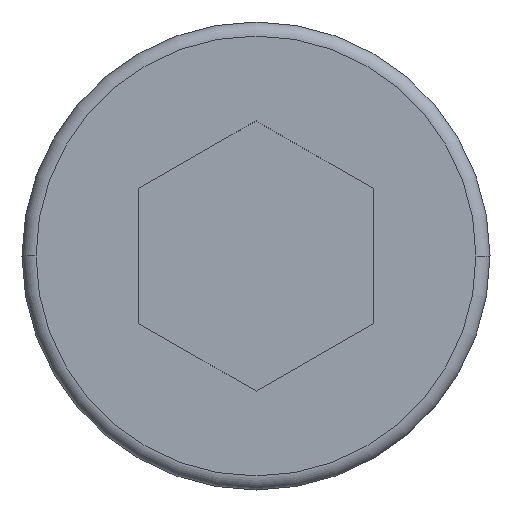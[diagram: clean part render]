
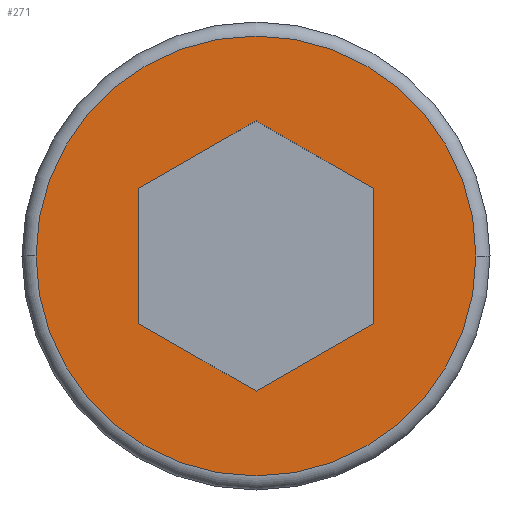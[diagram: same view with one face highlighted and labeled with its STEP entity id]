
A CAD part, left-side view. The second image highlights one B-rep face of the part: STEP entity #271.
In plain terms, the highlighted planar face has unit normal (-1, 0, 0).
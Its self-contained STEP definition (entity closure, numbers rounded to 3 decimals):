
#3 = VECTOR ( 'NONE', #102, 1000. ) ;
#14 = LINE ( 'NONE', #413, #418 ) ;
#28 = VERTEX_POINT ( 'NONE', #124 ) ;
#31 = ORIENTED_EDGE ( 'NONE', *, *, #458, .F. ) ;
#38 = DIRECTION ( 'NONE',  ( 0., 0.866, -0.5 ) ) ;
#47 = CARTESIAN_POINT ( 'NONE',  ( 0., 0., 0. ) ) ;
#48 = VECTOR ( 'NONE', #353, 1000. ) ;
#54 = DIRECTION ( 'NONE',  ( 0., -0.866, 0.5 ) ) ;
#67 = LINE ( 'NONE', #360, #48 ) ;
#72 = ORIENTED_EDGE ( 'NONE', *, *, #516, .F. ) ;
#79 = VECTOR ( 'NONE', #54, 1000. ) ;
#93 = CARTESIAN_POINT ( 'NONE',  ( 0., 2.5, -1.443 ) ) ;
#95 = VERTEX_POINT ( 'NONE', #379 ) ;
#102 = DIRECTION ( 'NONE',  ( 0., 0., 1. ) ) ;
#103 = ORIENTED_EDGE ( 'NONE', *, *, #289, .T. ) ;
#110 = ORIENTED_EDGE ( 'NONE', *, *, #447, .F. ) ;
#124 = CARTESIAN_POINT ( 'NONE',  ( 0., 2.5, -1.443 ) ) ;
#137 = EDGE_CURVE ( 'NONE', #28, #207, #611, .T. ) ;
#141 = AXIS2_PLACEMENT_3D ( 'NONE', #47, #204, #162 ) ;
#147 = DIRECTION ( 'NONE',  ( 0., -1., 0. ) ) ;
#152 = LINE ( 'NONE', #532, #3 ) ;
#162 = DIRECTION ( 'NONE',  ( 0., -1., 0. ) ) ;
#168 = LINE ( 'NONE', #268, #79 ) ;
#170 = CIRCLE ( 'NONE', #141, 4.7 ) ;
#196 = DIRECTION ( 'NONE',  ( 0., -1., 0. ) ) ;
#204 = DIRECTION ( 'NONE',  ( -1., 0., 0. ) ) ;
#207 = VERTEX_POINT ( 'NONE', #332 ) ;
#218 = DIRECTION ( 'NONE',  ( 0., 0.866, 0.5 ) ) ;
#223 = ORIENTED_EDGE ( 'NONE', *, *, #598, .F. ) ;
#234 = EDGE_CURVE ( 'NONE', #449, #604, #474, .T. ) ;
#268 = CARTESIAN_POINT ( 'NONE',  ( 0., 0., -2.887 ) ) ;
#269 = EDGE_LOOP ( 'NONE', ( #72, #308, #31, #110, #223, #580 ) ) ;
#271 = ADVANCED_FACE ( 'NONE', ( #292, #406 ), #437, .T. ) ;
#280 = AXIS2_PLACEMENT_3D ( 'NONE', #390, #483, #196 ) ;
#286 = AXIS2_PLACEMENT_3D ( 'NONE', #354, #482, #147 ) ;
#289 = EDGE_CURVE ( 'NONE', #596, #95, #170, .T. ) ;
#292 = FACE_OUTER_BOUND ( 'NONE', #459, .T. ) ;
#308 = ORIENTED_EDGE ( 'NONE', *, *, #234, .F. ) ;
#332 = CARTESIAN_POINT ( 'NONE',  ( 0., 0., -2.887 ) ) ;
#353 = DIRECTION ( 'NONE',  ( 0., 0., -1. ) ) ;
#354 = CARTESIAN_POINT ( 'NONE',  ( 0., 0., 0. ) ) ;
#360 = CARTESIAN_POINT ( 'NONE',  ( 0., 2.5, 1.443 ) ) ;
#368 = CARTESIAN_POINT ( 'NONE',  ( 0., 0., 2.887 ) ) ;
#379 = CARTESIAN_POINT ( 'NONE',  ( 0., -4.7, 0. ) ) ;
#383 = EDGE_CURVE ( 'NONE', #95, #596, #518, .T. ) ;
#390 = CARTESIAN_POINT ( 'NONE',  ( 0., 0., 0. ) ) ;
#406 = FACE_BOUND ( 'NONE', #269, .T. ) ;
#413 = CARTESIAN_POINT ( 'NONE',  ( 0., -2.5, 1.443 ) ) ;
#418 = VECTOR ( 'NONE', #218, 1000. ) ;
#426 = DIRECTION ( 'NONE',  ( 0., -0.866, -0.5 ) ) ;
#437 = PLANE ( 'NONE',  #286 ) ;
#446 = CARTESIAN_POINT ( 'NONE',  ( 0., 2.5, 1.443 ) ) ;
#447 = EDGE_CURVE ( 'NONE', #485, #473, #152, .T. ) ;
#449 = VERTEX_POINT ( 'NONE', #368 ) ;
#452 = ORIENTED_EDGE ( 'NONE', *, *, #383, .T. ) ;
#455 = VECTOR ( 'NONE', #426, 1000. ) ;
#458 = EDGE_CURVE ( 'NONE', #473, #449, #14, .T. ) ;
#459 = EDGE_LOOP ( 'NONE', ( #452, #103 ) ) ;
#463 = CARTESIAN_POINT ( 'NONE',  ( 0., -2.5, 1.443 ) ) ;
#469 = VECTOR ( 'NONE', #38, 1000. ) ;
#473 = VERTEX_POINT ( 'NONE', #463 ) ;
#474 = LINE ( 'NONE', #568, #469 ) ;
#482 = DIRECTION ( 'NONE',  ( -1., 0., 0. ) ) ;
#483 = DIRECTION ( 'NONE',  ( -1., 0., 0. ) ) ;
#485 = VERTEX_POINT ( 'NONE', #546 ) ;
#490 = CARTESIAN_POINT ( 'NONE',  ( 0., 4.7, 0. ) ) ;
#516 = EDGE_CURVE ( 'NONE', #604, #28, #67, .T. ) ;
#518 = CIRCLE ( 'NONE', #280, 4.7 ) ;
#532 = CARTESIAN_POINT ( 'NONE',  ( 0., -2.5, -1.443 ) ) ;
#546 = CARTESIAN_POINT ( 'NONE',  ( 0., -2.5, -1.443 ) ) ;
#568 = CARTESIAN_POINT ( 'NONE',  ( 0., 0., 2.887 ) ) ;
#580 = ORIENTED_EDGE ( 'NONE', *, *, #137, .F. ) ;
#596 = VERTEX_POINT ( 'NONE', #490 ) ;
#598 = EDGE_CURVE ( 'NONE', #207, #485, #168, .T. ) ;
#604 = VERTEX_POINT ( 'NONE', #446 ) ;
#611 = LINE ( 'NONE', #93, #455 ) ;
